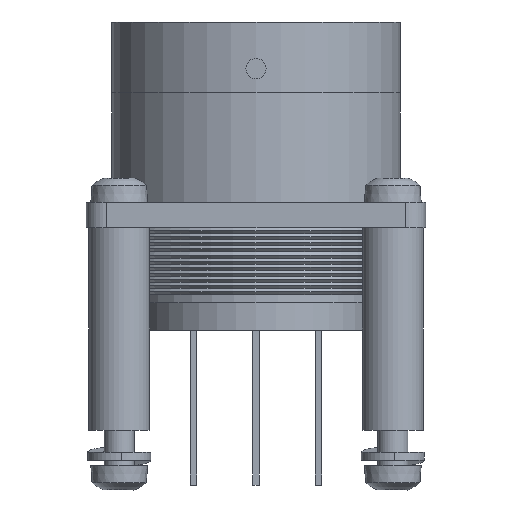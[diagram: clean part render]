
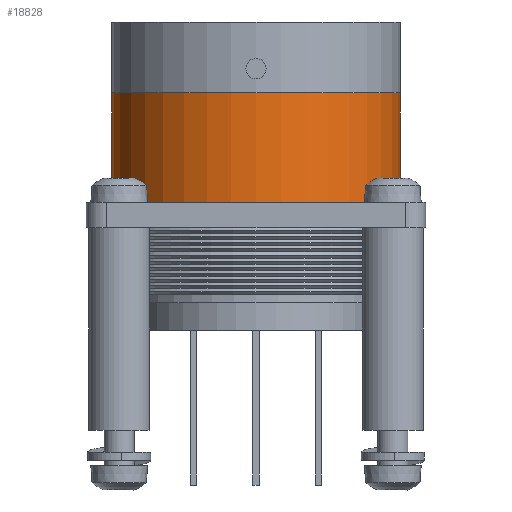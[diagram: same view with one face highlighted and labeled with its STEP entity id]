
A CAD part, front view. The second image highlights one B-rep face of the part: STEP entity #18828.
In plain terms, the highlighted cylindrical face has radius 14.25 mm (diameter 28.5 mm), a partial arc.
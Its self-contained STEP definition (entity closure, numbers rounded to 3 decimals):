
#18702=CARTESIAN_POINT('',(14.25,0.,22.5));
#18703=VERTEX_POINT('',#18702);
#18704=CARTESIAN_POINT('',(14.25,0.,33.3));
#18705=VERTEX_POINT('',#18704);
#18706=CARTESIAN_POINT('',(14.25,0.,22.5));
#18707=DIRECTION('',(0.0,0.0,1.0));
#18708=VECTOR('',#18707,10.8);
#18709=LINE('',#18706,#18708);
#18710=EDGE_CURVE('',#18703,#18705,#18709,.T.);
#18712=CARTESIAN_POINT('',(-14.25,0.,22.5));
#18713=VERTEX_POINT('',#18712);
#18721=CARTESIAN_POINT('',(-14.25,0.,33.3));
#18722=VERTEX_POINT('',#18721);
#18723=CARTESIAN_POINT('',(-14.25,0.,22.5));
#18724=DIRECTION('',(0.0,0.0,1.0));
#18725=VECTOR('',#18724,10.8);
#18726=LINE('',#18723,#18725);
#18727=EDGE_CURVE('',#18713,#18722,#18726,.T.);
#18805=CARTESIAN_POINT('',(0.0,0.,40.3));
#18806=DIRECTION('',(0.0,0.0,-1.0));
#18807=DIRECTION('',(1.0,0.0,0.0));
#18808=AXIS2_PLACEMENT_3D('',#18805,#18806,#18807);
#18809=CYLINDRICAL_SURFACE('',#18808,14.25);
#18810=ORIENTED_EDGE('',*,*,#18710,.T.);
#18811=CARTESIAN_POINT('',(0.0,0.,33.3));
#18812=DIRECTION('',(0.0,0.0,1.0));
#18813=DIRECTION('',(1.0,0.0,0.0));
#18814=AXIS2_PLACEMENT_3D('',#18811,#18812,#18813);
#18815=CIRCLE('',#18814,14.25);
#18816=EDGE_CURVE('',#18722,#18705,#18815,.T.);
#18817=ORIENTED_EDGE('',*,*,#18816,.F.);
#18818=ORIENTED_EDGE('',*,*,#18727,.F.);
#18819=CARTESIAN_POINT('',(0.0,0.,22.5));
#18820=DIRECTION('',(0.0,0.0,1.0));
#18821=DIRECTION('',(1.0,0.0,0.0));
#18822=AXIS2_PLACEMENT_3D('',#18819,#18820,#18821);
#18823=CIRCLE('',#18822,14.25);
#18824=EDGE_CURVE('',#18713,#18703,#18823,.T.);
#18825=ORIENTED_EDGE('',*,*,#18824,.T.);
#18826=EDGE_LOOP('',(#18810,#18817,#18818,#18825));
#18827=FACE_OUTER_BOUND('',#18826,.T.);
#18828=ADVANCED_FACE('',(#18827),#18809,.T.);
